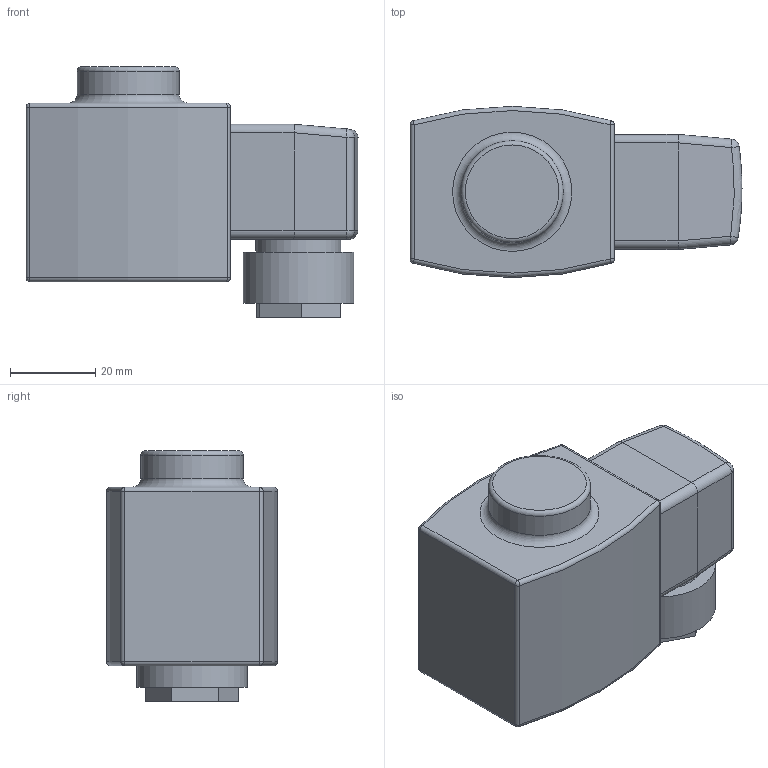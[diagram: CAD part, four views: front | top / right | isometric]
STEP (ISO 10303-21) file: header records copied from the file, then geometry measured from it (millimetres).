
FILE_DESCRIPTION(/* description */ (''),/* implementation_level */ '2;1');
FILE_NAME(/* name */ '018F6701R.stp',/* time_stamp */ '2022-08-24T14:58:58+03:00',/* author */ ('U403152'),/* organization */ (''),/* preprocessor_version */ 'ST-DEVELOPER v18.1',/* originating_system */ 'Autodesk Inventor 2020',/* authorisation */ '');
FILE_SCHEMA (('AUTOMOTIVE_DESIGN { 1 0 10303 214 3 1 1 }'));
Length unit declared in the file: micrometre
Products named in the file (1): coil（HV）8808-00K(RD)
Bounding box: 78 x 40.18 x 58.8 mm (x, y, z)
Volume: 103074.5 mm3; surface area: 17366.2 mm2
Topology: 1 solids, 1 shells, 71 faces, 158 edges, 97 vertices
Faces by surface type: cylinder 27, plane 24, sphere 12, torus 7, bspline 1
Full cylindrical faces by diameter (mm): 10 x1, 13.2 x1, 18 x1, 20 x1, 24 x1, 26 x1
Entity records: 2036 total; most frequent: DIRECTION 381, CARTESIAN_POINT 362, ORIENTED_EDGE 316, EDGE_CURVE 158, AXIS2_PLACEMENT_3D 157, VERTEX_POINT 97, CIRCLE 80, EDGE_LOOP 79
